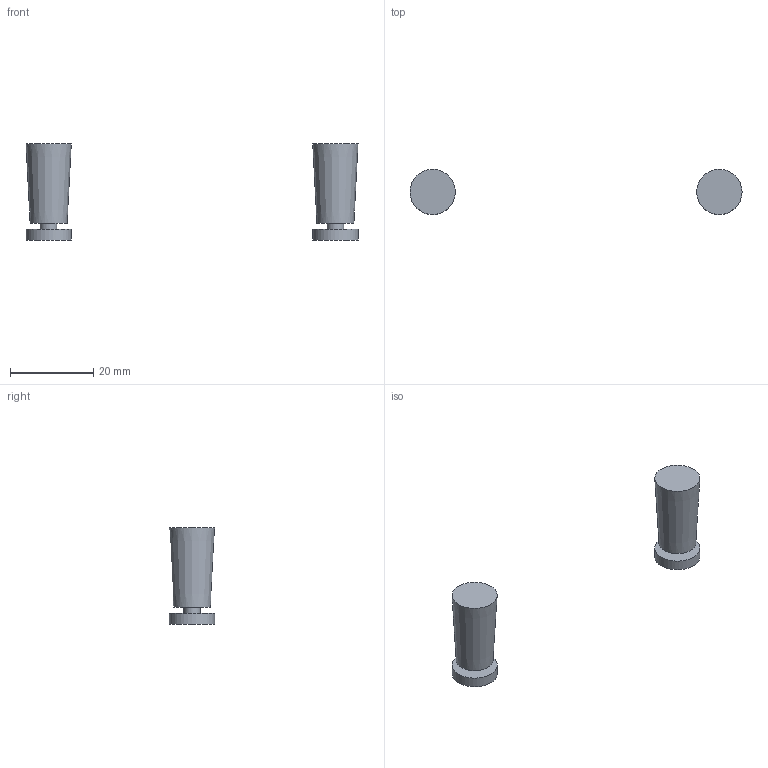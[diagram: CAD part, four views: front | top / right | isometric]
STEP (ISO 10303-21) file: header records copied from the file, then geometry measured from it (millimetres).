
FILE_DESCRIPTION(/* description */ ('STEP AP242 Edition 2','CAx-IF Rec.Pracs.---Representation and Presentation of Product Manufacturing Information (PMI)---4.0---2014-10-13','CAx-IF Rec.Pracs.---3D Tessellated Geometry---0.4---2014-09-14','2;1','CAx-IF Rec.Pracs.---User Defined Attributes---1.5---2016-08-15'),/* implementation_level */ '2;1');
FILE_NAME(/* name */ '694fffa153e645a863be099c',/* time_stamp */ '2025-12-27T15:47:45Z',/* author */ (''),/* organization */ (''),/* preprocessor_version */ 'ST-DEVELOPER v20',/* originating_system */ 'ONSHAPE BY PTC INC, 1.208',/* authorisation */ ' ');
FILE_SCHEMA (('AP242_MANAGED_MODEL_BASED_3D_ENGINEERING_MIM_LF { 1 0 10303 442 3 1 4 }'));
Length unit declared in the file: metre
Products named in the file (4): R_Bottom; R_Top; L_Bottom; L_Top
Bounding box: 79.89 x 10.89 x 23.1 mm (x, y, z)
Volume: 3446.7 mm3; surface area: 2398.8 mm2
Topology: 4 solids, 4 shells, 20 faces, 26 edges, 18 vertices
Faces by surface type: plane 12, cylinder 6, cone 2
Full cylindrical faces by diameter (mm): 4 x4, 10.887 x2
Entity records: 461 total; most frequent: DIRECTION 80, CARTESIAN_POINT 56, AXIS2_PLACEMENT_3D 40, ORIENTED_EDGE 32, EDGE_LOOP 32, FACE_BOUND 32, ADVANCED_FACE 20, EDGE_CURVE 16
